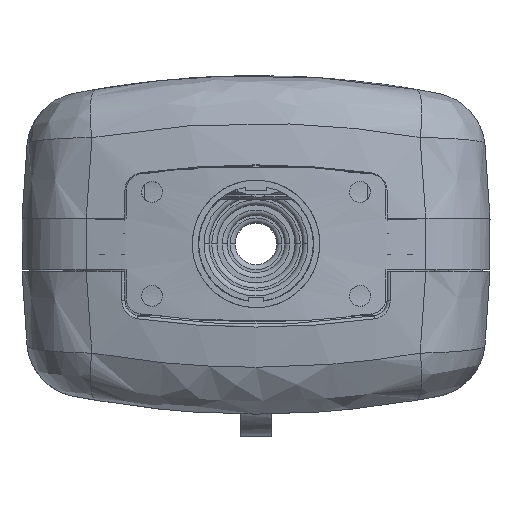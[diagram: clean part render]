
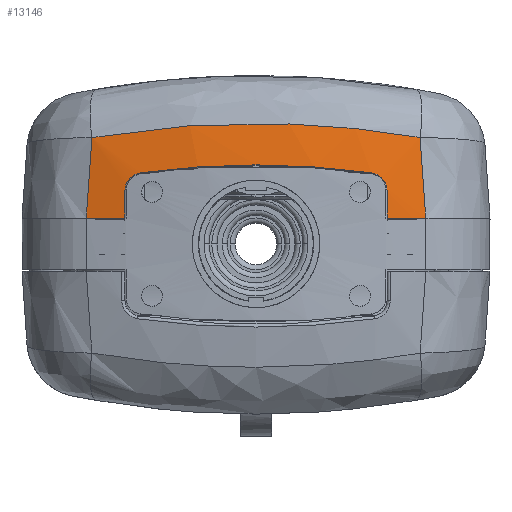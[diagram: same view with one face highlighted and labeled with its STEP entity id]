
A CAD part, front view. The second image highlights one B-rep face of the part: STEP entity #13146.
In plain terms, the highlighted spherical face has radius 130 mm.
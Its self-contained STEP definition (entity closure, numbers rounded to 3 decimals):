
#12606=CARTESIAN_POINT('Vertex',(69.828,-92.939,-36.004)) ;
#12610=CARTESIAN_POINT('Control Point',(69.828,-92.939,-36.004)) ;
#12611=CARTESIAN_POINT('Control Point',(69.828,-93.007,-37.05)) ;
#12612=CARTESIAN_POINT('Control Point',(69.828,-93.065,-38.096)) ;
#12613=CARTESIAN_POINT('Control Point',(69.828,-93.112,-39.143)) ;
#12614=CARTESIAN_POINT('Control Point',(69.828,-93.148,-40.19)) ;
#12615=CARTESIAN_POINT('Control Point',(69.828,-93.174,-41.238)) ;
#12616=CARTESIAN_POINT('Vertex',(69.828,-93.174,-41.238)) ;
#12872=CARTESIAN_POINT('Vertex',(72.851,-93.227,-32.537)) ;
#12876=CARTESIAN_POINT('Control Point',(72.851,-93.227,-32.537)) ;
#12877=CARTESIAN_POINT('Control Point',(71.849,-93.065,-32.675)) ;
#12878=CARTESIAN_POINT('Control Point',(70.912,-92.938,-33.176)) ;
#12879=CARTESIAN_POINT('Control Point',(70.194,-92.869,-33.983)) ;
#12880=CARTESIAN_POINT('Control Point',(69.828,-92.873,-34.997)) ;
#12881=CARTESIAN_POINT('Control Point',(69.828,-92.939,-36.004)) ;
#12926=CARTESIAN_POINT('Vertex',(117.206,-93.227,-32.537)) ;
#12930=CARTESIAN_POINT('Control Point',(117.206,-93.227,-32.537)) ;
#12931=CARTESIAN_POINT('Control Point',(111.742,-94.107,-31.784)) ;
#12932=CARTESIAN_POINT('Control Point',(106.199,-94.697,-31.273)) ;
#12933=CARTESIAN_POINT('Control Point',(100.618,-94.993,-31.017)) ;
#12934=CARTESIAN_POINT('Control Point',(95.028,-94.993,-31.017)) ;
#12935=CARTESIAN_POINT('Vertex',(95.028,-94.993,-31.017)) ;
#12939=CARTESIAN_POINT('Control Point',(95.028,-94.993,-31.017)) ;
#12940=CARTESIAN_POINT('Control Point',(89.439,-94.993,-31.017)) ;
#12941=CARTESIAN_POINT('Control Point',(83.855,-94.696,-31.273)) ;
#12942=CARTESIAN_POINT('Control Point',(78.315,-94.107,-31.784)) ;
#12943=CARTESIAN_POINT('Control Point',(72.851,-93.227,-32.537)) ;
#13066=CARTESIAN_POINT('Axis2P3D Location',(95.028,34.323,-44.342)) ;
#13071=CARTESIAN_POINT('Axis2P3D Location',(95.028,34.323,-41.238)) ;
#13075=CARTESIAN_POINT('Vertex',(62.389,-91.475,-41.238)) ;
#13079=CARTESIAN_POINT('Control Point',(120.228,-92.939,-36.004)) ;
#13080=CARTESIAN_POINT('Control Point',(120.228,-92.873,-34.994)) ;
#13081=CARTESIAN_POINT('Control Point',(119.858,-92.87,-33.985)) ;
#13082=CARTESIAN_POINT('Control Point',(119.154,-92.937,-33.178)) ;
#13083=CARTESIAN_POINT('Control Point',(118.206,-93.065,-32.675)) ;
#13084=CARTESIAN_POINT('Control Point',(117.206,-93.227,-32.537)) ;
#13085=CARTESIAN_POINT('Vertex',(120.228,-92.939,-36.004)) ;
#13089=CARTESIAN_POINT('Control Point',(120.228,-93.174,-41.238)) ;
#13090=CARTESIAN_POINT('Control Point',(120.228,-93.131,-39.492)) ;
#13091=CARTESIAN_POINT('Control Point',(120.228,-93.053,-37.747)) ;
#13092=CARTESIAN_POINT('Control Point',(120.228,-92.939,-36.004)) ;
#13093=CARTESIAN_POINT('Vertex',(120.228,-93.174,-41.238)) ;
#13096=CARTESIAN_POINT('Axis2P3D Location',(95.028,34.323,-41.238)) ;
#13100=CARTESIAN_POINT('Vertex',(127.668,-91.475,-41.238)) ;
#13104=CARTESIAN_POINT('Control Point',(127.668,-91.475,-41.238)) ;
#13105=CARTESIAN_POINT('Control Point',(127.519,-91.386,-36.049)) ;
#13106=CARTESIAN_POINT('Control Point',(127.154,-91.032,-30.88)) ;
#13107=CARTESIAN_POINT('Control Point',(126.579,-90.413,-25.755)) ;
#13108=CARTESIAN_POINT('Vertex',(126.579,-90.413,-25.755)) ;
#13112=CARTESIAN_POINT('Control Point',(63.478,-90.413,-25.755)) ;
#13113=CARTESIAN_POINT('Control Point',(67.538,-91.336,-25.051)) ;
#13114=CARTESIAN_POINT('Control Point',(71.639,-92.106,-24.457)) ;
#13115=CARTESIAN_POINT('Control Point',(75.777,-92.725,-23.974)) ;
#13116=CARTESIAN_POINT('Control Point',(85.134,-93.776,-23.154)) ;
#13117=CARTESIAN_POINT('Control Point',(94.571,-94.061,-22.928)) ;
#13118=CARTESIAN_POINT('Control Point',(99.797,-93.984,-22.99)) ;
#13119=CARTESIAN_POINT('Control Point',(108.356,-93.47,-23.394)) ;
#13120=CARTESIAN_POINT('Control Point',(116.823,-92.324,-24.286)) ;
#13121=CARTESIAN_POINT('Control Point',(120.101,-91.783,-24.705)) ;
#13122=CARTESIAN_POINT('Control Point',(123.353,-91.146,-25.196)) ;
#13123=CARTESIAN_POINT('Control Point',(126.579,-90.413,-25.755)) ;
#13124=CARTESIAN_POINT('Vertex',(63.478,-90.413,-25.755)) ;
#13128=CARTESIAN_POINT('Control Point',(63.478,-90.413,-25.755)) ;
#13129=CARTESIAN_POINT('Control Point',(62.903,-91.032,-30.88)) ;
#13130=CARTESIAN_POINT('Control Point',(62.538,-91.386,-36.049)) ;
#13131=CARTESIAN_POINT('Control Point',(62.389,-91.475,-41.238)) ;
#13067=DIRECTION('Axis2P3D Direction',(0.,0.,1.)) ;
#13068=DIRECTION('Axis2P3D XDirection',(-0.707,-0.707,0.)) ;
#13072=DIRECTION('Axis2P3D Direction',(0.,0.,1.)) ;
#13097=DIRECTION('Axis2P3D Direction',(0.,0.,1.)) ;
#13069=AXIS2_PLACEMENT_3D('Sphere Axis2P3D',#13066,#13067,#13068) ;
#13073=AXIS2_PLACEMENT_3D('Circle Axis2P3D',#13071,#13072,$) ;
#13098=AXIS2_PLACEMENT_3D('Circle Axis2P3D',#13096,#13097,$) ;
#13074=CIRCLE('generated circle',#13073,129.963) ;
#13099=CIRCLE('generated circle',#13098,129.963) ;
#13070=SPHERICAL_SURFACE('',#13069,130.) ;
#12618=EDGE_CURVE('',#12607,#12617,#12609,.T.) ;
#12882=EDGE_CURVE('',#12873,#12607,#12875,.T.) ;
#12937=EDGE_CURVE('',#12927,#12936,#12929,.T.) ;
#12944=EDGE_CURVE('',#12936,#12873,#12938,.T.) ;
#13077=EDGE_CURVE('',#13076,#12617,#13074,.T.) ;
#13087=EDGE_CURVE('',#13086,#12927,#13078,.T.) ;
#13095=EDGE_CURVE('',#13094,#13086,#13088,.T.) ;
#13102=EDGE_CURVE('',#13094,#13101,#13099,.T.) ;
#13110=EDGE_CURVE('',#13101,#13109,#13103,.T.) ;
#13126=EDGE_CURVE('',#13125,#13109,#13111,.T.) ;
#13132=EDGE_CURVE('',#13125,#13076,#13127,.T.) ;
#13133=EDGE_LOOP('',(#13134,#13135,#13136,#13137,#13138,#13139,#13140,#13141,#13142,#13143,#13144)) ;
#13134=ORIENTED_EDGE('',*,*,#13077,.T.) ;
#13135=ORIENTED_EDGE('',*,*,#12618,.F.) ;
#13136=ORIENTED_EDGE('',*,*,#12882,.F.) ;
#13137=ORIENTED_EDGE('',*,*,#12944,.F.) ;
#13138=ORIENTED_EDGE('',*,*,#12937,.F.) ;
#13139=ORIENTED_EDGE('',*,*,#13087,.F.) ;
#13140=ORIENTED_EDGE('',*,*,#13095,.F.) ;
#13141=ORIENTED_EDGE('',*,*,#13102,.T.) ;
#13142=ORIENTED_EDGE('',*,*,#13110,.T.) ;
#13143=ORIENTED_EDGE('',*,*,#13126,.F.) ;
#13144=ORIENTED_EDGE('',*,*,#13132,.T.) ;
#12607=VERTEX_POINT('',#12606) ;
#12617=VERTEX_POINT('',#12616) ;
#12873=VERTEX_POINT('',#12872) ;
#12927=VERTEX_POINT('',#12926) ;
#12936=VERTEX_POINT('',#12935) ;
#13076=VERTEX_POINT('',#13075) ;
#13086=VERTEX_POINT('',#13085) ;
#13094=VERTEX_POINT('',#13093) ;
#13101=VERTEX_POINT('',#13100) ;
#13109=VERTEX_POINT('',#13108) ;
#13125=VERTEX_POINT('',#13124) ;
#13146=ADVANCED_FACE('XACA05',(#13145),#13070,.T.) ;
#12609=B_SPLINE_CURVE_WITH_KNOTS('',5,(#12610,#12611,#12612,#12613,#12614,#12615),.UNSPECIFIED.,.F.,.U.,(6,6),(0.,7.409),.UNSPECIFIED.) ;
#12875=B_SPLINE_CURVE_WITH_KNOTS('',5,(#12876,#12877,#12878,#12879,#12880,#12881),.UNSPECIFIED.,.F.,.U.,(6,6),(0.,7.145),.UNSPECIFIED.) ;
#12929=B_SPLINE_CURVE_WITH_KNOTS('',4,(#12930,#12931,#12932,#12933,#12934),.UNSPECIFIED.,.F.,.U.,(5,5),(0.,31.596),.UNSPECIFIED.) ;
#12938=B_SPLINE_CURVE_WITH_KNOTS('',4,(#12939,#12940,#12941,#12942,#12943),.UNSPECIFIED.,.F.,.U.,(5,5),(0.,31.595),.UNSPECIFIED.) ;
#13078=B_SPLINE_CURVE_WITH_KNOTS('',5,(#13079,#13080,#13081,#13082,#13083,#13084),.UNSPECIFIED.,.F.,.U.,(6,6),(0.,7.149),.UNSPECIFIED.) ;
#13088=B_SPLINE_CURVE_WITH_KNOTS('',3,(#13089,#13090,#13091,#13092),.UNSPECIFIED.,.F.,.U.,(4,4),(0.365,7.774),.UNSPECIFIED.) ;
#13103=B_SPLINE_CURVE_WITH_KNOTS('',3,(#13104,#13105,#13106,#13107),.UNSPECIFIED.,.F.,.U.,(4,4),(0.365,22.396),.UNSPECIFIED.) ;
#13111=B_SPLINE_CURVE_WITH_KNOTS('',5,(#13112,#13113,#13114,#13115,#13116,#13117,#13118,#13119,#13120,#13121,#13122,#13123),.UNSPECIFIED.,.F.,.U.,(6,3,3,6),(0.,29.911,67.26,91.028),.UNSPECIFIED.) ;
#13127=B_SPLINE_CURVE_WITH_KNOTS('',3,(#13128,#13129,#13130,#13131),.UNSPECIFIED.,.F.,.U.,(4,4),(0.,22.032),.UNSPECIFIED.) ;
#13145=FACE_OUTER_BOUND('',#13133,.T.) ;
